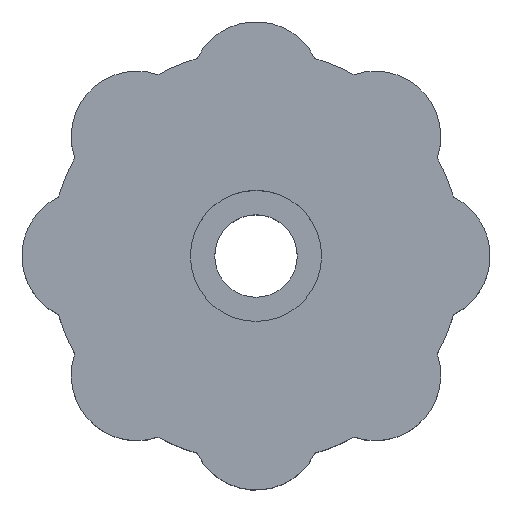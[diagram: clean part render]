
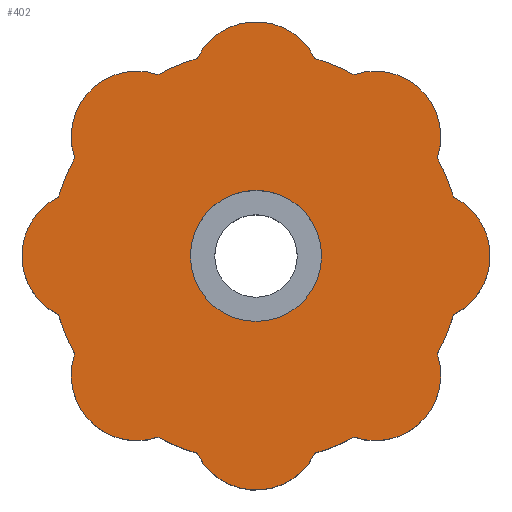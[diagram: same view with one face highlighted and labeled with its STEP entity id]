
A CAD part, top view. The second image highlights one B-rep face of the part: STEP entity #402.
In plain terms, the highlighted planar face has unit normal (0, 0, 1).
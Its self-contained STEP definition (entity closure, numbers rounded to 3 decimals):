
#21=FACE_BOUND('',#74,.T.);
#25=PLANE('',#478);
#48=FACE_OUTER_BOUND('',#73,.T.);
#73=EDGE_LOOP('',(#328,#329,#330,#331,#332,#333,#334,#335,#336,#337,#338,
#339,#340,#341,#342,#343));
#74=EDGE_LOOP('',(#344));
#115=CIRCLE('',#420,3.5);
#122=CIRCLE('',#432,11.);
#124=CIRCLE('',#435,3.5);
#126=CIRCLE('',#438,11.);
#128=CIRCLE('',#441,3.5);
#130=CIRCLE('',#444,11.);
#132=CIRCLE('',#447,3.5);
#134=CIRCLE('',#450,11.);
#136=CIRCLE('',#453,3.5);
#138=CIRCLE('',#456,11.);
#140=CIRCLE('',#459,3.5);
#142=CIRCLE('',#462,11.);
#144=CIRCLE('',#465,3.5);
#146=CIRCLE('',#468,11.);
#148=CIRCLE('',#471,3.5);
#150=CIRCLE('',#474,11.);
#152=CIRCLE('',#477,3.5);
#153=VERTEX_POINT('',#631);
#161=VERTEX_POINT('',#654);
#162=VERTEX_POINT('',#656);
#164=VERTEX_POINT('',#662);
#166=VERTEX_POINT('',#668);
#168=VERTEX_POINT('',#674);
#170=VERTEX_POINT('',#680);
#172=VERTEX_POINT('',#686);
#174=VERTEX_POINT('',#692);
#176=VERTEX_POINT('',#698);
#178=VERTEX_POINT('',#704);
#180=VERTEX_POINT('',#710);
#182=VERTEX_POINT('',#716);
#184=VERTEX_POINT('',#722);
#186=VERTEX_POINT('',#728);
#188=VERTEX_POINT('',#734);
#190=VERTEX_POINT('',#740);
#191=EDGE_CURVE('',#153,#153,#115,.T.);
#202=EDGE_CURVE('',#162,#161,#122,.T.);
#205=EDGE_CURVE('',#164,#162,#124,.T.);
#208=EDGE_CURVE('',#166,#164,#126,.T.);
#211=EDGE_CURVE('',#168,#166,#128,.T.);
#214=EDGE_CURVE('',#170,#168,#130,.T.);
#217=EDGE_CURVE('',#172,#170,#132,.T.);
#220=EDGE_CURVE('',#174,#172,#134,.T.);
#223=EDGE_CURVE('',#176,#174,#136,.T.);
#226=EDGE_CURVE('',#178,#176,#138,.T.);
#229=EDGE_CURVE('',#180,#178,#140,.T.);
#232=EDGE_CURVE('',#182,#180,#142,.T.);
#235=EDGE_CURVE('',#184,#182,#144,.T.);
#238=EDGE_CURVE('',#186,#184,#146,.T.);
#241=EDGE_CURVE('',#188,#186,#148,.T.);
#244=EDGE_CURVE('',#190,#188,#150,.T.);
#247=EDGE_CURVE('',#161,#190,#152,.T.);
#328=ORIENTED_EDGE('',*,*,#247,.T.);
#329=ORIENTED_EDGE('',*,*,#244,.T.);
#330=ORIENTED_EDGE('',*,*,#241,.T.);
#331=ORIENTED_EDGE('',*,*,#238,.T.);
#332=ORIENTED_EDGE('',*,*,#235,.T.);
#333=ORIENTED_EDGE('',*,*,#232,.T.);
#334=ORIENTED_EDGE('',*,*,#229,.T.);
#335=ORIENTED_EDGE('',*,*,#226,.T.);
#336=ORIENTED_EDGE('',*,*,#223,.T.);
#337=ORIENTED_EDGE('',*,*,#220,.T.);
#338=ORIENTED_EDGE('',*,*,#217,.T.);
#339=ORIENTED_EDGE('',*,*,#214,.T.);
#340=ORIENTED_EDGE('',*,*,#211,.T.);
#341=ORIENTED_EDGE('',*,*,#208,.T.);
#342=ORIENTED_EDGE('',*,*,#205,.T.);
#343=ORIENTED_EDGE('',*,*,#202,.T.);
#344=ORIENTED_EDGE('',*,*,#191,.T.);
#402=ADVANCED_FACE('',(#48,#21),#25,.T.);
#420=AXIS2_PLACEMENT_3D('',#632,#487,#488);
#432=AXIS2_PLACEMENT_3D('',#657,#515,#516);
#435=AXIS2_PLACEMENT_3D('',#663,#522,#523);
#438=AXIS2_PLACEMENT_3D('',#669,#529,#530);
#441=AXIS2_PLACEMENT_3D('',#675,#536,#537);
#444=AXIS2_PLACEMENT_3D('',#681,#543,#544);
#447=AXIS2_PLACEMENT_3D('',#687,#550,#551);
#450=AXIS2_PLACEMENT_3D('',#693,#557,#558);
#453=AXIS2_PLACEMENT_3D('',#699,#564,#565);
#456=AXIS2_PLACEMENT_3D('',#705,#571,#572);
#459=AXIS2_PLACEMENT_3D('',#711,#578,#579);
#462=AXIS2_PLACEMENT_3D('',#717,#585,#586);
#465=AXIS2_PLACEMENT_3D('',#723,#592,#593);
#468=AXIS2_PLACEMENT_3D('',#729,#599,#600);
#471=AXIS2_PLACEMENT_3D('',#735,#606,#607);
#474=AXIS2_PLACEMENT_3D('',#741,#613,#614);
#477=AXIS2_PLACEMENT_3D('',#745,#620,#621);
#478=AXIS2_PLACEMENT_3D('',#746,#622,#623);
#487=DIRECTION('center_axis',(0.,0.,-1.));
#488=DIRECTION('ref_axis',(1.,0.,0.));
#515=DIRECTION('center_axis',(0.,0.,1.));
#516=DIRECTION('ref_axis',(1.,0.,0.));
#522=DIRECTION('center_axis',(0.,0.,1.));
#523=DIRECTION('ref_axis',(0.44,-0.898,0.));
#529=DIRECTION('center_axis',(0.,0.,1.));
#530=DIRECTION('ref_axis',(1.,0.,0.));
#536=DIRECTION('center_axis',(0.,0.,1.));
#537=DIRECTION('ref_axis',(-0.323,-0.946,0.));
#543=DIRECTION('center_axis',(0.,0.,1.));
#544=DIRECTION('ref_axis',(1.,0.,0.));
#550=DIRECTION('center_axis',(0.,0.,1.));
#551=DIRECTION('ref_axis',(-0.898,-0.44,0.));
#557=DIRECTION('center_axis',(0.,0.,1.));
#558=DIRECTION('ref_axis',(1.,0.,0.));
#564=DIRECTION('center_axis',(0.,0.,1.));
#565=DIRECTION('ref_axis',(-0.946,0.323,0.));
#571=DIRECTION('center_axis',(0.,0.,1.));
#572=DIRECTION('ref_axis',(1.,0.,0.));
#578=DIRECTION('center_axis',(0.,0.,1.));
#579=DIRECTION('ref_axis',(-0.44,0.898,0.));
#585=DIRECTION('center_axis',(0.,0.,1.));
#586=DIRECTION('ref_axis',(1.,0.,0.));
#592=DIRECTION('center_axis',(0.,0.,1.));
#593=DIRECTION('ref_axis',(0.323,0.946,0.));
#599=DIRECTION('center_axis',(0.,0.,1.));
#600=DIRECTION('ref_axis',(1.,0.,0.));
#606=DIRECTION('center_axis',(0.,0.,1.));
#607=DIRECTION('ref_axis',(0.898,0.44,0.));
#613=DIRECTION('center_axis',(0.,0.,1.));
#614=DIRECTION('ref_axis',(1.,0.,0.));
#620=DIRECTION('center_axis',(0.,0.,1.));
#621=DIRECTION('ref_axis',(0.946,-0.323,0.));
#622=DIRECTION('center_axis',(0.,0.,1.));
#623=DIRECTION('ref_axis',(1.,0.,0.));
#631=CARTESIAN_POINT('',(-3.5,0.,7.));
#632=CARTESIAN_POINT('Origin',(0.,0.,7.));
#654=CARTESIAN_POINT('',(9.676,5.232,7.));
#656=CARTESIAN_POINT('',(10.542,3.142,7.));
#657=CARTESIAN_POINT('Origin',(0.,0.,7.));
#662=CARTESIAN_POINT('',(10.542,-3.142,7.));
#663=CARTESIAN_POINT('Origin',(9.,0.,7.));
#668=CARTESIAN_POINT('',(9.676,-5.232,7.));
#669=CARTESIAN_POINT('Origin',(0.,0.,7.));
#674=CARTESIAN_POINT('',(5.232,-9.676,7.));
#675=CARTESIAN_POINT('Origin',(6.364,-6.364,7.));
#680=CARTESIAN_POINT('',(3.142,-10.542,7.));
#681=CARTESIAN_POINT('Origin',(0.,0.,7.));
#686=CARTESIAN_POINT('',(-3.142,-10.542,7.));
#687=CARTESIAN_POINT('Origin',(0.,-9.,
7.));
#692=CARTESIAN_POINT('',(-5.232,-9.676,7.));
#693=CARTESIAN_POINT('Origin',(0.,0.,7.));
#698=CARTESIAN_POINT('',(-9.676,-5.232,7.));
#699=CARTESIAN_POINT('Origin',(-6.364,-6.364,7.));
#704=CARTESIAN_POINT('',(-10.542,-3.142,7.));
#705=CARTESIAN_POINT('Origin',(0.,0.,7.));
#710=CARTESIAN_POINT('',(-10.542,3.142,7.));
#711=CARTESIAN_POINT('Origin',(-9.,0.,7.));
#716=CARTESIAN_POINT('',(-9.676,5.232,7.));
#717=CARTESIAN_POINT('Origin',(0.,0.,7.));
#722=CARTESIAN_POINT('',(-5.232,9.676,7.));
#723=CARTESIAN_POINT('Origin',(-6.364,6.364,7.));
#728=CARTESIAN_POINT('',(-3.142,10.542,7.));
#729=CARTESIAN_POINT('Origin',(0.,0.,7.));
#734=CARTESIAN_POINT('',(3.142,10.542,7.));
#735=CARTESIAN_POINT('Origin',(0.,9.,7.));
#740=CARTESIAN_POINT('',(5.232,9.676,7.));
#741=CARTESIAN_POINT('Origin',(0.,0.,7.));
#745=CARTESIAN_POINT('Origin',(6.364,6.364,7.));
#746=CARTESIAN_POINT('Origin',(0.,0.,7.));
